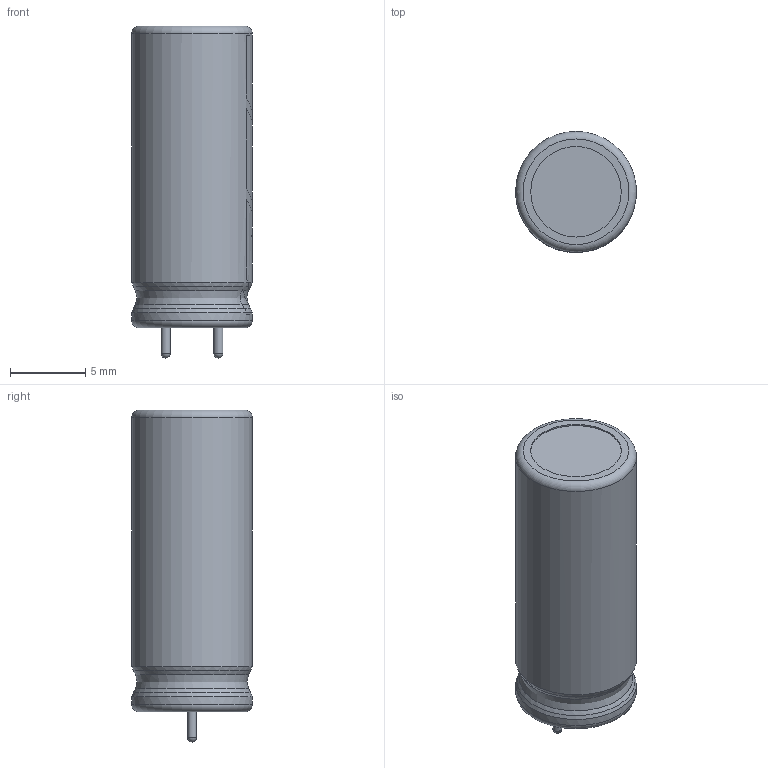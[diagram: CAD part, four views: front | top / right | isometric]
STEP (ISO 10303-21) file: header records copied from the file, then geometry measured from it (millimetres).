
FILE_DESCRIPTION(('FreeCAD Model'),'2;1');
FILE_NAME('D8_L20_P3.5.step','2016-11-24T13:27:21',( 'Author'),(''),'Open CASCADE STEP processor 6.8','FreeCAD','Unknown' );
FILE_SCHEMA(('AUTOMOTIVE_DESIGN_CC2 { 1 2 10303 214 -1 1 5 4 }'));
Length unit declared in the file: millimetre
Products named in the file (2): ASSEMBLY; D8_L20_P3.5
Assembly tree (1 placements, depth 2):
  ASSEMBLY
    D8_L20_P3.5
Bounding box: 8 x 8 x 22 mm (x, y, z)
Volume: 987.9 mm3; surface area: 1561 mm2
Topology: 14 solids, 14 shells, 171 faces, 461 edges, 296 vertices
Faces by surface type: plane 98, cylinder 46, cone 16, bspline 7, sphere 2, torus 2
Full cylindrical faces by diameter (mm): 0.6 x2, 6 x2, 8 x2
Entity records: 16795 total; most frequent: CARTESIAN_POINT 7142, DIRECTION 1419, ORIENTED_EDGE 918, PCURVE 918, DEFINITIONAL_REPRESENTATION 918, LINE 544, VECTOR 544, EDGE_CURVE 459
